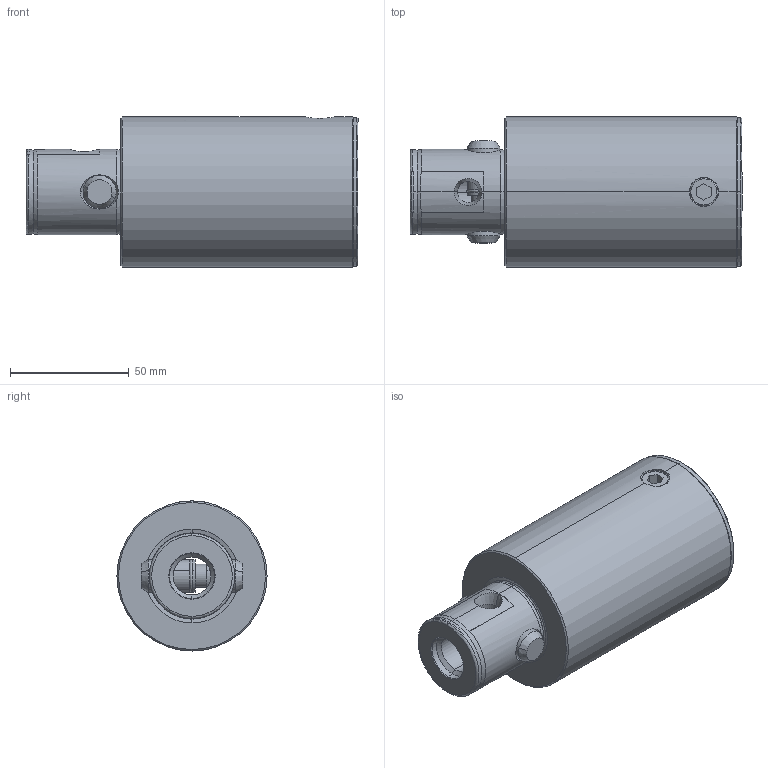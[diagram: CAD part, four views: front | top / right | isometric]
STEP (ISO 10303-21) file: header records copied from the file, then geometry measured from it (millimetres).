
FILE_DESCRIPTION (( 'STEP AP214' ), '1' );
FILE_NAME ('11.331.661.STEP', '2016-08-25T20:09:54', ( '' ), ( '' ), 'SwSTEP 2.0', 'SolidWorks 2016', '' );
FILE_SCHEMA (( 'AUTOMOTIVE_DESIGN' ));
Length unit declared in the file: millimetre
Products named in the file (6): 11.331.661_11.331.661; 10.691.50X_10.691.506; 11.331.661; 10.690.43X_10.690.436; 691-50XRing_10.691.506Ring
Assembly tree (5 placements, depth 3):
  11.331.661
    11.331.661_11.331.661
    10.691.50X_10.691.506
      10.691.50X_10.691.506
      691-50XRing_10.691.506Ring
    10.690.43X_10.690.436
Bounding box: 140 x 63.27 x 63.27 mm (x, y, z)
Volume: 278216.2 mm3; surface area: 45555.7 mm2
Topology: 4 solids, 4 shells, 141 faces, 318 edges, 185 vertices
Faces by surface type: cylinder 47, cone 43, plane 38, torus 13
Entity records: 4899 total; most frequent: CARTESIAN_POINT 1439, DIRECTION 719, ORIENTED_EDGE 632, EDGE_CURVE 316, AXIS2_PLACEMENT_3D 289, VERTEX_POINT 185, EDGE_LOOP 153, ADVANCED_FACE 141
